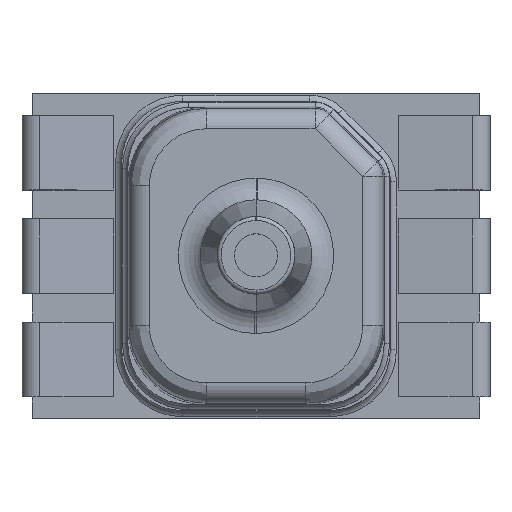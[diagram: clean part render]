
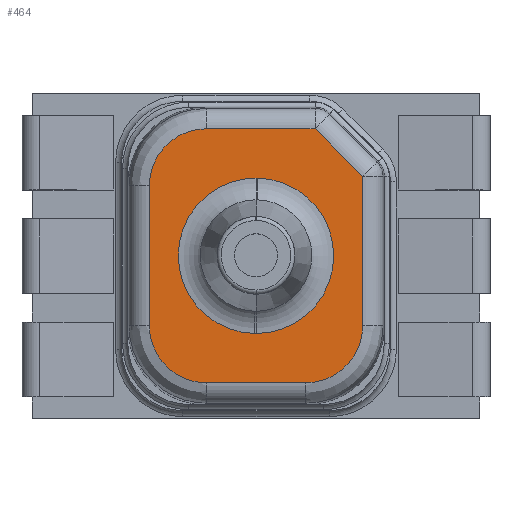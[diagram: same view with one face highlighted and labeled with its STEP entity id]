
A CAD part, top view. The second image highlights one B-rep face of the part: STEP entity #464.
In plain terms, the highlighted planar face has unit normal (0, 0, 1).
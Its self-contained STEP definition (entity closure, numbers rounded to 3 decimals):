
#464=ADVANCED_FACE('',(#1363,#1364),#1365,.T.);
#1363=FACE_OUTER_BOUND('',#2798,.T.);
#1364=FACE_BOUND('',#2799,.T.);
#1365=PLANE('',#2800);
#2798=EDGE_LOOP('',(#6193,#6194,#6195,#6196,#6197,#6198,#6199,#6200));
#2799=EDGE_LOOP('',(#6201,#6202,#6203,#6204));
#2800=AXIS2_PLACEMENT_3D('',#6205,#6206,#6207);
#6193=ORIENTED_EDGE('',*,*,#7449,.T.);
#6194=ORIENTED_EDGE('',*,*,#7450,.T.);
#6195=ORIENTED_EDGE('',*,*,#7451,.T.);
#6196=ORIENTED_EDGE('',*,*,#7452,.T.);
#6197=ORIENTED_EDGE('',*,*,#7453,.T.);
#6198=ORIENTED_EDGE('',*,*,#7448,.T.);
#6199=ORIENTED_EDGE('',*,*,#7445,.T.);
#6200=ORIENTED_EDGE('',*,*,#7443,.T.);
#6201=ORIENTED_EDGE('',*,*,#6479,.F.);
#6202=ORIENTED_EDGE('',*,*,#7454,.F.);
#6203=ORIENTED_EDGE('',*,*,#6483,.F.);
#6204=ORIENTED_EDGE('',*,*,#7455,.F.);
#6205=CARTESIAN_POINT('',(27.6,-40.,2.61));
#6206=DIRECTION('',(0.0,0.0,1.0));
#6207=DIRECTION('',(1.0,-0.0,0.0));
#6479=EDGE_CURVE('',#7542,#7538,#7544,.T.);
#6483=EDGE_CURVE('',#7550,#7546,#7552,.T.);
#7443=EDGE_CURVE('',#9063,#9060,#9064,.T.);
#7445=EDGE_CURVE('',#9066,#9063,#9067,.T.);
#7448=EDGE_CURVE('',#9069,#9066,#9071,.T.);
#7449=EDGE_CURVE('',#9060,#9072,#9073,.T.);
#7450=EDGE_CURVE('',#9072,#9074,#9075,.T.);
#7451=EDGE_CURVE('',#9074,#9076,#9077,.T.);
#7452=EDGE_CURVE('',#9076,#9078,#9079,.T.);
#7453=EDGE_CURVE('',#9078,#9069,#9080,.T.);
#7454=EDGE_CURVE('',#7546,#7542,#9081,.T.);
#7455=EDGE_CURVE('',#7538,#7550,#9082,.T.);
#7538=VERTEX_POINT('',#9181);
#7542=VERTEX_POINT('',#9185);
#7544=CIRCLE('',#9187,1.91);
#7546=VERTEX_POINT('',#9189);
#7550=VERTEX_POINT('',#9193);
#7552=CIRCLE('',#9195,1.91);
#9060=VERTEX_POINT('',#11670);
#9063=VERTEX_POINT('',#11673);
#9064=LINE('',#11674,#11675);
#9066=VERTEX_POINT('',#11677);
#9067=B_SPLINE_CURVE_WITH_KNOTS('',3,(#11678,#11679,#11680,#11681,#11682,#11683,#11684,#11685,#11686,#11687,#11688,#11689,#11690,#11691),.UNSPECIFIED.,.F.,.F.,(4,1,1,1,1,1,1,1,1,1,1,4),(0.0,0.091,0.182,0.273,0.364,0.455,0.545,0.636,0.727,0.818,0.909,1.0),.UNSPECIFIED.);
#9069=VERTEX_POINT('',#11693);
#9071=LINE('',#11695,#11696);
#9072=VERTEX_POINT('',#11697);
#9073=LINE('',#11698,#11699);
#9074=VERTEX_POINT('',#11700);
#9075=LINE('',#11701,#11702);
#9076=VERTEX_POINT('',#11703);
#9077=B_SPLINE_CURVE_WITH_KNOTS('',3,(#11704,#11705,#11706,#11707,#11708,#11709,#11710,#11711,#11712,#11713,#11714,#11715,#11716,#11717),.UNSPECIFIED.,.F.,.F.,(4,1,1,1,1,1,1,1,1,1,1,4),(0.0,0.091,0.182,0.273,0.364,0.455,0.545,0.636,0.727,0.818,0.909,1.0),.UNSPECIFIED.);
#9078=VERTEX_POINT('',#11718);
#9079=LINE('',#11719,#11720);
#9080=B_SPLINE_CURVE_WITH_KNOTS('',3,(#11721,#11722,#11723,#11724,#11725,#11726,#11727,#11728,#11729,#11730,#11731,#11732,#11733,#11734),.UNSPECIFIED.,.F.,.F.,(4,1,1,1,1,1,1,1,1,1,1,4),(0.0,0.091,0.182,0.273,0.364,0.455,0.545,0.636,0.727,0.818,0.909,1.0),.UNSPECIFIED.);
#9081=CIRCLE('',#11735,1.91);
#9082=CIRCLE('',#11736,1.91);
#9181=CARTESIAN_POINT('',(27.634,-38.09,2.61));
#9185=CARTESIAN_POINT('',(27.6,-41.91,2.61));
#9187=AXIS2_PLACEMENT_3D('',#11885,#11886,#11887);
#9189=CARTESIAN_POINT('',(27.566,-41.91,2.61));
#9193=CARTESIAN_POINT('',(27.6,-38.09,2.61));
#9195=AXIS2_PLACEMENT_3D('',#11897,#11898,#11899);
#11670=CARTESIAN_POINT('',(30.22,-38.049,2.61));
#11673=CARTESIAN_POINT('',(30.22,-41.72,2.61));
#11674=CARTESIAN_POINT('',(30.22,-41.72,2.61));
#11675=VECTOR('',#13443,3.671);
#11677=CARTESIAN_POINT('',(28.82,-43.12,2.61));
#11678=CARTESIAN_POINT('',(28.82,-43.12,2.61));
#11679=CARTESIAN_POINT('',(28.887,-43.12,2.61));
#11680=CARTESIAN_POINT('',(29.02,-43.111,2.61));
#11681=CARTESIAN_POINT('',(29.216,-43.068,2.61));
#11682=CARTESIAN_POINT('',(29.404,-42.998,2.61));
#11683=CARTESIAN_POINT('',(29.58,-42.902,2.61));
#11684=CARTESIAN_POINT('',(29.74,-42.782,2.61));
#11685=CARTESIAN_POINT('',(29.882,-42.64,2.61));
#11686=CARTESIAN_POINT('',(30.002,-42.48,2.61));
#11687=CARTESIAN_POINT('',(30.098,-42.304,2.61));
#11688=CARTESIAN_POINT('',(30.168,-42.116,2.61));
#11689=CARTESIAN_POINT('',(30.211,-41.92,2.61));
#11690=CARTESIAN_POINT('',(30.22,-41.787,2.61));
#11691=CARTESIAN_POINT('',(30.22,-41.72,2.61));
#11693=CARTESIAN_POINT('',(26.38,-43.12,2.61));
#11695=CARTESIAN_POINT('',(26.38,-43.12,2.61));
#11696=VECTOR('',#13453,2.441);
#11697=CARTESIAN_POINT('',(29.051,-36.88,2.61));
#11698=CARTESIAN_POINT('',(30.22,-38.049,2.61));
#11699=VECTOR('',#13454,1.654);
#11700=CARTESIAN_POINT('',(26.38,-36.88,2.61));
#11701=CARTESIAN_POINT('',(29.051,-36.88,2.61));
#11702=VECTOR('',#13455,2.671);
#11703=CARTESIAN_POINT('',(24.98,-38.28,2.61));
#11704=CARTESIAN_POINT('',(26.38,-36.88,2.61));
#11705=CARTESIAN_POINT('',(26.313,-36.88,2.61));
#11706=CARTESIAN_POINT('',(26.18,-36.889,2.61));
#11707=CARTESIAN_POINT('',(25.984,-36.932,2.61));
#11708=CARTESIAN_POINT('',(25.796,-37.002,2.61));
#11709=CARTESIAN_POINT('',(25.62,-37.098,2.61));
#11710=CARTESIAN_POINT('',(25.46,-37.218,2.61));
#11711=CARTESIAN_POINT('',(25.318,-37.36,2.61));
#11712=CARTESIAN_POINT('',(25.198,-37.52,2.61));
#11713=CARTESIAN_POINT('',(25.102,-37.696,2.61));
#11714=CARTESIAN_POINT('',(25.032,-37.884,2.61));
#11715=CARTESIAN_POINT('',(24.989,-38.08,2.61));
#11716=CARTESIAN_POINT('',(24.98,-38.213,2.61));
#11717=CARTESIAN_POINT('',(24.98,-38.28,2.61));
#11718=CARTESIAN_POINT('',(24.98,-41.72,2.61));
#11719=CARTESIAN_POINT('',(24.98,-38.28,2.61));
#11720=VECTOR('',#13456,3.441);
#11721=CARTESIAN_POINT('',(24.98,-41.72,2.61));
#11722=CARTESIAN_POINT('',(24.98,-41.787,2.61));
#11723=CARTESIAN_POINT('',(24.989,-41.92,2.61));
#11724=CARTESIAN_POINT('',(25.032,-42.116,2.61));
#11725=CARTESIAN_POINT('',(25.102,-42.304,2.61));
#11726=CARTESIAN_POINT('',(25.198,-42.48,2.61));
#11727=CARTESIAN_POINT('',(25.318,-42.64,2.61));
#11728=CARTESIAN_POINT('',(25.46,-42.782,2.61));
#11729=CARTESIAN_POINT('',(25.62,-42.902,2.61));
#11730=CARTESIAN_POINT('',(25.796,-42.998,2.61));
#11731=CARTESIAN_POINT('',(25.984,-43.068,2.61));
#11732=CARTESIAN_POINT('',(26.18,-43.111,2.61));
#11733=CARTESIAN_POINT('',(26.313,-43.12,2.61));
#11734=CARTESIAN_POINT('',(26.38,-43.12,2.61));
#11735=AXIS2_PLACEMENT_3D('',#13457,#13458,#13459);
#11736=AXIS2_PLACEMENT_3D('',#13460,#13461,#13462);
#11885=CARTESIAN_POINT('',(27.6,-40.,2.61));
#11886=DIRECTION('',(0.0,0.0,1.0));
#11887=DIRECTION('',(0.,-1.0,0.0));
#11897=CARTESIAN_POINT('',(27.6,-40.,2.61));
#11898=DIRECTION('',(0.0,0.0,1.0));
#11899=DIRECTION('',(0.,1.0,0.0));
#13443=DIRECTION('',(0.,1.0,0.0));
#13453=DIRECTION('',(1.0,0.,0.0));
#13454=DIRECTION('',(-0.707,0.707,0.0));
#13455=DIRECTION('',(-1.0,0.,0.0));
#13456=DIRECTION('',(0.,-1.0,0.0));
#13457=CARTESIAN_POINT('',(27.6,-40.,2.61));
#13458=DIRECTION('',(0.0,0.0,1.0));
#13459=DIRECTION('',(0.,1.0,0.0));
#13460=CARTESIAN_POINT('',(27.6,-40.,2.61));
#13461=DIRECTION('',(0.0,0.0,1.0));
#13462=DIRECTION('',(0.,-1.0,0.0));
